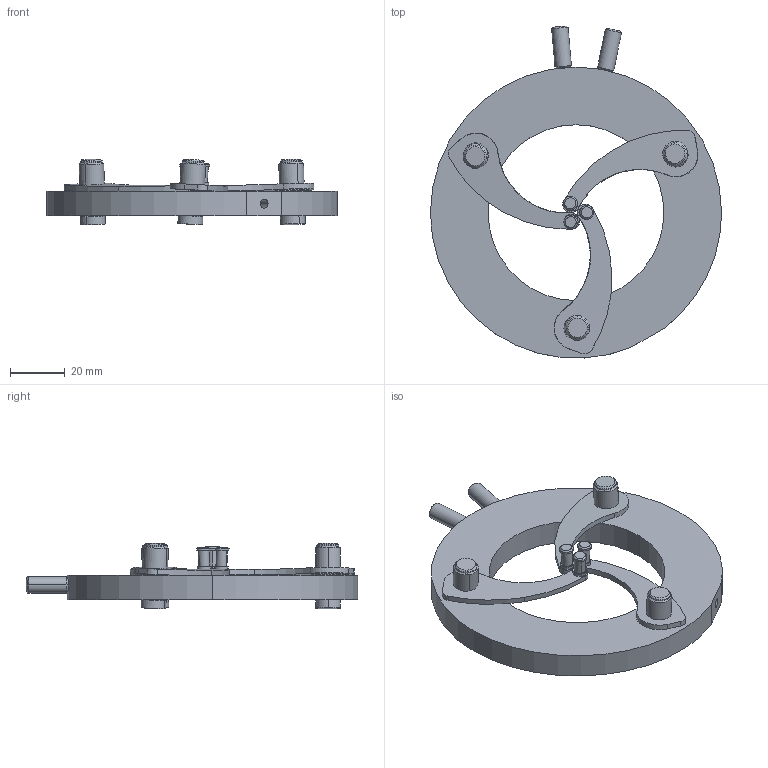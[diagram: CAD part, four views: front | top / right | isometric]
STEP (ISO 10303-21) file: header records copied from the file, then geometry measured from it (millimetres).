
FILE_DESCRIPTION (( 'STEP AP203' ), '1' );
FILE_NAME ('GCM-0402M 俋倰芞.STEP', '2017-01-06T03:30:12', ( 'Lxtx999.CoM' ), ( 'Lxtx999.CoM' ), 'SwSTEP 2.0', 'SolidWorks 2012', '' );
FILE_SCHEMA (( 'CONFIG_CONTROL_DESIGN' ));
Length unit declared in the file: centimetre
Products named in the file (1): GCM-0402M 俋倰芞
Bounding box: 106 x 120.86 x 23.89 mm (x, y, z)
Surface area: 21903.3 mm2 (no closed solid volume)
Topology: 0 solids, 9 shells, 123 faces, 286 edges, 188 vertices
Faces by surface type: cylinder 68, plane 29, cone 26
Entity records: 3653 total; most frequent: DIRECTION 714, CARTESIAN_POINT 598, ORIENTED_EDGE 536, AXIS2_PLACEMENT_3D 304, EDGE_CURVE 286, VERTEX_POINT 188, CIRCLE 180, EDGE_LOOP 150
